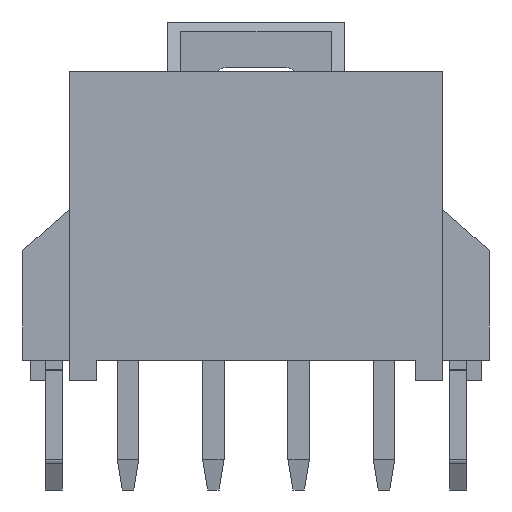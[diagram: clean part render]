
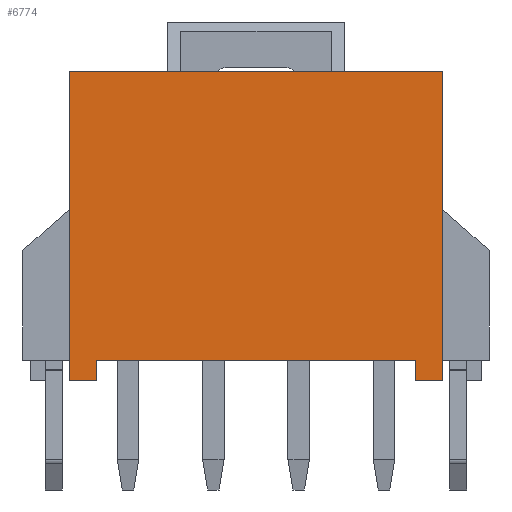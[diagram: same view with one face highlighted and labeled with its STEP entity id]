
A CAD part, front view. The second image highlights one B-rep face of the part: STEP entity #6774.
In plain terms, the highlighted face is planar.
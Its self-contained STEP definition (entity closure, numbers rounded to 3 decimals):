
#29 = EDGE_CURVE ( 'NONE', #5167, #1418, #8102, .T. ) ;
#186 = DIRECTION ( 'NONE',  ( 1., 0., 0. ) ) ;
#230 = DIRECTION ( 'NONE',  ( -1., 0., 0. ) ) ;
#236 = ORIENTED_EDGE ( 'NONE', *, *, #482, .T. ) ;
#430 = CARTESIAN_POINT ( 'NONE',  ( -0.92, 0., -4.24 ) ) ;
#461 = LINE ( 'NONE', #4768, #1286 ) ;
#482 = EDGE_CURVE ( 'NONE', #8036, #4285, #461, .T. ) ;
#556 = VECTOR ( 'NONE', #186, 1000. ) ;
#872 = CARTESIAN_POINT ( 'NONE',  ( 3.75, 4.83, -4.24 ) ) ;
#1048 = VECTOR ( 'NONE', #2510, 1000. ) ;
#1054 = LINE ( 'NONE', #5956, #1048 ) ;
#1201 = ORIENTED_EDGE ( 'NONE', *, *, #3162, .T. ) ;
#1286 = VECTOR ( 'NONE', #8847, 1000. ) ;
#1407 = CARTESIAN_POINT ( 'NONE',  ( -1.72, 0., -4.24 ) ) ;
#1418 = VERTEX_POINT ( 'NONE', #7985 ) ;
#1599 = PLANE ( 'NONE',  #4430 ) ;
#1688 = CARTESIAN_POINT ( 'NONE',  ( -1.72, 9.06, -4.24 ) ) ;
#1717 = VECTOR ( 'NONE', #2344, 1000. ) ;
#2054 = CARTESIAN_POINT ( 'NONE',  ( 8.42, 0.6, -4.24 ) ) ;
#2163 = LINE ( 'NONE', #8422, #1717 ) ;
#2168 = EDGE_CURVE ( 'NONE', #8745, #5167, #5196, .T. ) ;
#2340 = CARTESIAN_POINT ( 'NONE',  ( 8.42, 0.6, -4.24 ) ) ;
#2344 = DIRECTION ( 'NONE',  ( 1., 0., 0. ) ) ;
#2510 = DIRECTION ( 'NONE',  ( -1., 0., 0. ) ) ;
#2702 = ORIENTED_EDGE ( 'NONE', *, *, #29, .F. ) ;
#2855 = VERTEX_POINT ( 'NONE', #1688 ) ;
#2879 = LINE ( 'NONE', #3870, #4963 ) ;
#2929 = ORIENTED_EDGE ( 'NONE', *, *, #5432, .F. ) ;
#2945 = EDGE_CURVE ( 'NONE', #8036, #2855, #1054, .T. ) ;
#2967 = DIRECTION ( 'NONE',  ( 0., -1., 0. ) ) ;
#3162 = EDGE_CURVE ( 'NONE', #8745, #6441, #2879, .T. ) ;
#3322 = ORIENTED_EDGE ( 'NONE', *, *, #4287, .F. ) ;
#3616 = ORIENTED_EDGE ( 'NONE', *, *, #3677, .F. ) ;
#3677 = EDGE_CURVE ( 'NONE', #2855, #6118, #3946, .T. ) ;
#3870 = CARTESIAN_POINT ( 'NONE',  ( -0.92, 0.6, -4.24 ) ) ;
#3946 = LINE ( 'NONE', #4590, #4808 ) ;
#4010 = DIRECTION ( 'NONE',  ( 0., -1., 0. ) ) ;
#4285 = VERTEX_POINT ( 'NONE', #8378 ) ;
#4287 = EDGE_CURVE ( 'NONE', #1418, #4285, #2163, .T. ) ;
#4430 = AXIS2_PLACEMENT_3D ( 'NONE', #872, #6502, #230 ) ;
#4505 = FACE_OUTER_BOUND ( 'NONE', #8950, .T. ) ;
#4590 = CARTESIAN_POINT ( 'NONE',  ( -1.72, 9.06, -4.24 ) ) ;
#4702 = CARTESIAN_POINT ( 'NONE',  ( -1.72, 0., -4.24 ) ) ;
#4768 = CARTESIAN_POINT ( 'NONE',  ( 9.22, 9.06, -4.24 ) ) ;
#4808 = VECTOR ( 'NONE', #7480, 1000. ) ;
#4874 = ORIENTED_EDGE ( 'NONE', *, *, #2168, .F. ) ;
#4963 = VECTOR ( 'NONE', #2967, 1000. ) ;
#5007 = LINE ( 'NONE', #1407, #556 ) ;
#5167 = VERTEX_POINT ( 'NONE', #2340 ) ;
#5196 = LINE ( 'NONE', #5827, #5362 ) ;
#5362 = VECTOR ( 'NONE', #8599, 1000. ) ;
#5432 = EDGE_CURVE ( 'NONE', #6118, #6441, #5007, .T. ) ;
#5691 = VECTOR ( 'NONE', #4010, 1000. ) ;
#5827 = CARTESIAN_POINT ( 'NONE',  ( -0.92, 0.6, -4.24 ) ) ;
#5956 = CARTESIAN_POINT ( 'NONE',  ( 9.22, 9.06, -4.24 ) ) ;
#6118 = VERTEX_POINT ( 'NONE', #4702 ) ;
#6375 = ORIENTED_EDGE ( 'NONE', *, *, #2945, .F. ) ;
#6441 = VERTEX_POINT ( 'NONE', #430 ) ;
#6502 = DIRECTION ( 'NONE',  ( 0., 0., 1. ) ) ;
#6774 = ADVANCED_FACE ( 'NONE', ( #4505 ), #1599, .F. ) ;
#7370 = CARTESIAN_POINT ( 'NONE',  ( 9.22, 9.06, -4.24 ) ) ;
#7480 = DIRECTION ( 'NONE',  ( 0., -1., 0. ) ) ;
#7985 = CARTESIAN_POINT ( 'NONE',  ( 8.42, 0., -4.24 ) ) ;
#8036 = VERTEX_POINT ( 'NONE', #7370 ) ;
#8093 = CARTESIAN_POINT ( 'NONE',  ( -0.92, 0.6, -4.24 ) ) ;
#8102 = LINE ( 'NONE', #2054, #5691 ) ;
#8378 = CARTESIAN_POINT ( 'NONE',  ( 9.22, 0., -4.24 ) ) ;
#8422 = CARTESIAN_POINT ( 'NONE',  ( 8.42, 0., -4.24 ) ) ;
#8599 = DIRECTION ( 'NONE',  ( 1., 0., 0. ) ) ;
#8745 = VERTEX_POINT ( 'NONE', #8093 ) ;
#8847 = DIRECTION ( 'NONE',  ( 0., -1., 0. ) ) ;
#8950 = EDGE_LOOP ( 'NONE', ( #1201, #2929, #3616, #6375, #236, #3322, #2702, #4874 ) ) ;
